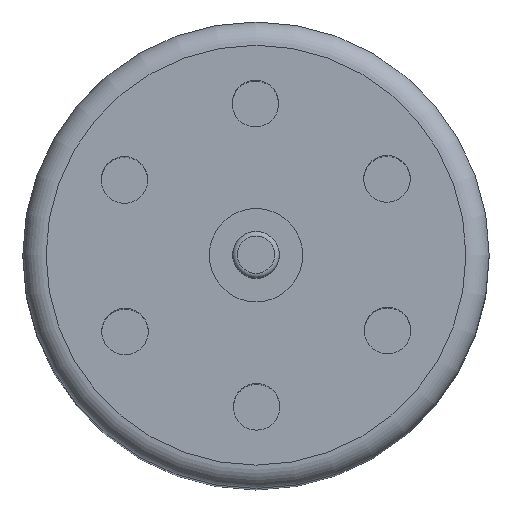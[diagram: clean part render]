
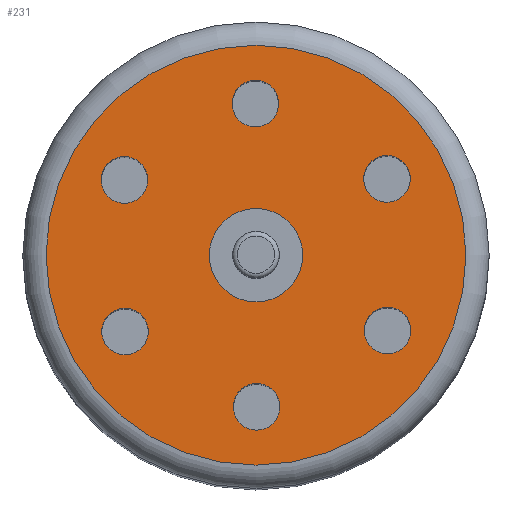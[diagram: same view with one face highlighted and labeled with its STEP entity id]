
A CAD part, top view. The second image highlights one B-rep face of the part: STEP entity #231.
In plain terms, the highlighted planar face has unit normal (0, 0, 1).
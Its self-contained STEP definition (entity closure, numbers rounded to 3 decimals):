
#51=ORIENTED_EDGE('',*,*,#80,.T.);
#52=ORIENTED_EDGE('',*,*,#78,.T.);
#53=ORIENTED_EDGE('',*,*,#76,.T.);
#54=ORIENTED_EDGE('',*,*,#74,.T.);
#55=ORIENTED_EDGE('',*,*,#72,.T.);
#56=ORIENTED_EDGE('',*,*,#70,.T.);
#57=ORIENTED_EDGE('',*,*,#68,.T.);
#58=ORIENTED_EDGE('',*,*,#81,.F.);
#68=EDGE_CURVE('',#88,#88,#108,.T.);
#70=EDGE_CURVE('',#90,#90,#110,.T.);
#72=EDGE_CURVE('',#92,#92,#112,.T.);
#74=EDGE_CURVE('',#94,#94,#114,.T.);
#76=EDGE_CURVE('',#96,#96,#116,.T.);
#78=EDGE_CURVE('',#98,#98,#118,.T.);
#80=EDGE_CURVE('',#100,#100,#120,.T.);
#81=EDGE_CURVE('',#101,#101,#121,.T.);
#88=VERTEX_POINT('',#390);
#90=VERTEX_POINT('',#396);
#92=VERTEX_POINT('',#402);
#94=VERTEX_POINT('',#408);
#96=VERTEX_POINT('',#414);
#98=VERTEX_POINT('',#420);
#100=VERTEX_POINT('',#426);
#101=VERTEX_POINT('',#429);
#108=CIRCLE('',#258,1.);
#110=CIRCLE('',#262,0.5);
#112=CIRCLE('',#266,0.5);
#114=CIRCLE('',#270,0.5);
#116=CIRCLE('',#274,0.5);
#118=CIRCLE('',#278,0.5);
#120=CIRCLE('',#282,0.5);
#121=CIRCLE('',#284,4.5);
#151=EDGE_LOOP('',(#51));
#152=EDGE_LOOP('',(#52));
#153=EDGE_LOOP('',(#53));
#154=EDGE_LOOP('',(#54));
#155=EDGE_LOOP('',(#55));
#156=EDGE_LOOP('',(#56));
#157=EDGE_LOOP('',(#57));
#158=EDGE_LOOP('',(#58));
#191=FACE_BOUND('',#151,.T.);
#192=FACE_BOUND('',#152,.T.);
#193=FACE_BOUND('',#153,.T.);
#194=FACE_BOUND('',#154,.T.);
#195=FACE_BOUND('',#155,.T.);
#196=FACE_BOUND('',#156,.T.);
#197=FACE_BOUND('',#157,.T.);
#198=FACE_BOUND('',#158,.T.);
#212=PLANE('',#283);
#231=ADVANCED_FACE('',(#191,#192,#193,#194,#195,#196,#197,#198),#212,.T.);
#258=AXIS2_PLACEMENT_3D('',#389,#312,#313);
#262=AXIS2_PLACEMENT_3D('',#395,#320,#321);
#266=AXIS2_PLACEMENT_3D('',#401,#328,#329);
#270=AXIS2_PLACEMENT_3D('',#407,#336,#337);
#274=AXIS2_PLACEMENT_3D('',#413,#344,#345);
#278=AXIS2_PLACEMENT_3D('',#419,#352,#353);
#282=AXIS2_PLACEMENT_3D('',#425,#360,#361);
#283=AXIS2_PLACEMENT_3D('',#427,#362,#363);
#284=AXIS2_PLACEMENT_3D('',#428,#364,#365);
#312=DIRECTION('',(0.,0.,-1.));
#313=DIRECTION('',(1.,0.,0.));
#320=DIRECTION('',(0.,0.,-1.));
#321=DIRECTION('',(1.,0.,0.));
#328=DIRECTION('',(0.,0.,-1.));
#329=DIRECTION('',(1.,0.,0.));
#336=DIRECTION('',(0.,0.,-1.));
#337=DIRECTION('',(-1.,0.,0.));
#344=DIRECTION('',(0.,0.,-1.));
#345=DIRECTION('',(1.,0.,0.));
#352=DIRECTION('',(0.,0.,-1.));
#353=DIRECTION('',(0.5,0.866,0.));
#360=DIRECTION('',(0.,0.,-1.));
#361=DIRECTION('',(-0.5,0.866,0.));
#362=DIRECTION('',(0.,0.,1.));
#363=DIRECTION('',(1.,0.,0.));
#364=DIRECTION('',(0.,0.,-1.));
#365=DIRECTION('',(1.,0.,0.));
#389=CARTESIAN_POINT('',(0.,0.,20.));
#390=CARTESIAN_POINT('',(1.,0.,20.));
#395=CARTESIAN_POINT('',(-2.821,1.613,20.));
#396=CARTESIAN_POINT('',(-2.321,1.613,20.));
#401=CARTESIAN_POINT('',(0.013,-3.25,20.));
#402=CARTESIAN_POINT('',(0.513,-3.25,20.));
#407=CARTESIAN_POINT('',(-0.013,3.25,20.));
#408=CARTESIAN_POINT('',(-0.513,3.25,20.));
#413=CARTESIAN_POINT('',(-2.808,-1.637,20.));
#414=CARTESIAN_POINT('',(-2.308,-1.637,20.));
#419=CARTESIAN_POINT('',(2.821,-1.613,20.));
#420=CARTESIAN_POINT('',(3.071,-1.18,20.));
#425=CARTESIAN_POINT('',(2.808,1.637,20.));
#426=CARTESIAN_POINT('',(2.558,2.07,20.));
#427=CARTESIAN_POINT('',(0.,0.,20.));
#428=CARTESIAN_POINT('',(0.,0.,20.));
#429=CARTESIAN_POINT('',(4.5,0.,20.));
